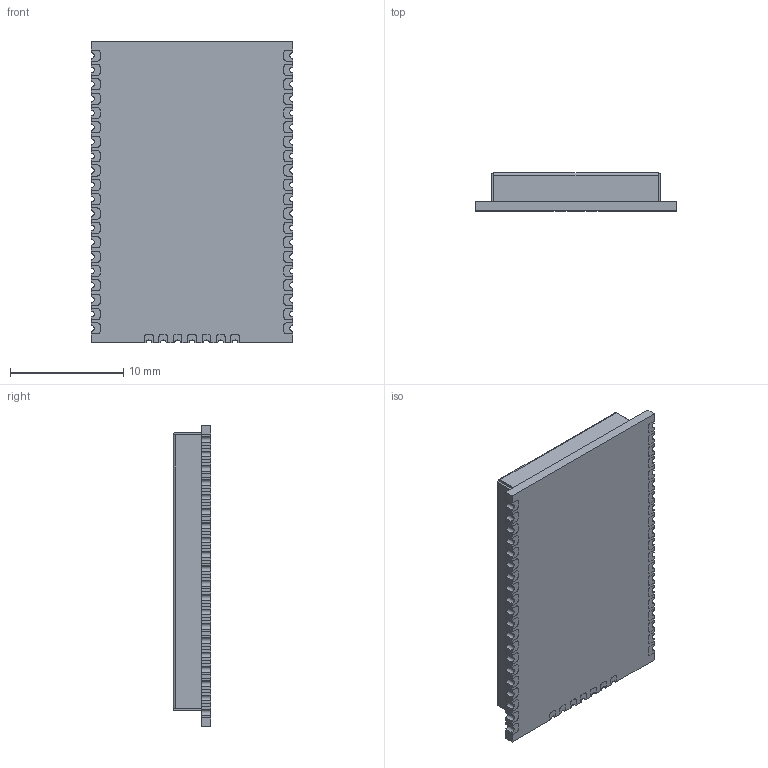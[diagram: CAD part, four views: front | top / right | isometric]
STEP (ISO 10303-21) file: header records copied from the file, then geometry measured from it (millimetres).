
FILE_DESCRIPTION (( 'STEP AP214' ), '1' );
FILE_NAME ('RN2483-I(slash)RM095.STEP', '2020-04-16T01:36:36', ( '' ), ( '' ), 'SwSTEP 2.0', 'SolidWorks 2017', '' );
FILE_SCHEMA (( 'AUTOMOTIVE_DESIGN' ));
Length unit declared in the file: millimetre
Products named in the file (1): RN2483-I(slash)RM095
Bounding box: 17.78 x 3.34 x 26.67 mm (x, y, z)
Volume: 1307.6 mm3; surface area: 2121.3 mm2
Topology: 49 solids, 49 shells, 792 faces, 2065 edges, 1374 vertices
Faces by surface type: plane 540, cylinder 252
Entity records: 24715 total; most frequent: CARTESIAN_POINT 4232, DIRECTION 4155, ORIENTED_EDGE 4130, EDGE_CURVE 2065, VECTOR 1561, LINE 1561, VERTEX_POINT 1374, AXIS2_PLACEMENT_3D 1297
